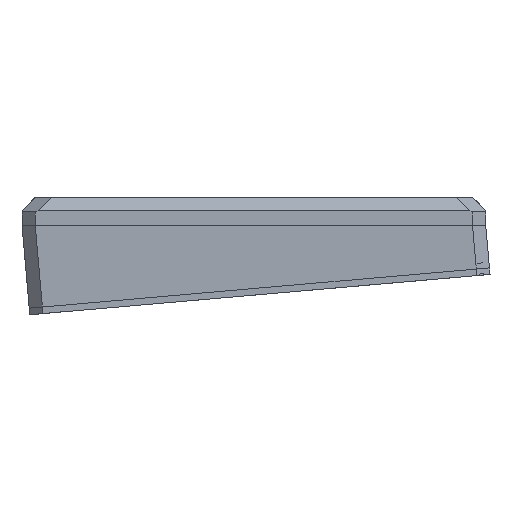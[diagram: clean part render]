
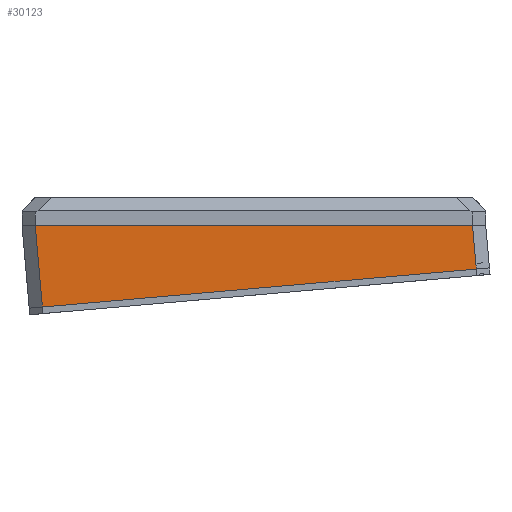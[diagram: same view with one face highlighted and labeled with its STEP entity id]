
A CAD part, left-side view. The second image highlights one B-rep face of the part: STEP entity #30123.
In plain terms, the highlighted planar face has unit normal (-1, 0, 0).
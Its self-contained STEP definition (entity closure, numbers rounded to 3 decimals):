
#2453=FACE_OUTER_BOUND('',#4104,.T.);
#4104=EDGE_LOOP('',(#22835,#22836,#22837,#22838));
#6471=LINE('',#45666,#9880);
#6482=LINE('',#45728,#9891);
#6483=LINE('',#45731,#9892);
#6487=LINE('',#45738,#9896);
#9880=VECTOR('',#36833,10.);
#9891=VECTOR('',#36916,10.);
#9892=VECTOR('',#36919,10.);
#9896=VECTOR('',#36927,10.);
#13140=VERTEX_POINT('',#45663);
#13141=VERTEX_POINT('',#45665);
#13156=VERTEX_POINT('',#45726);
#13157=VERTEX_POINT('',#45730);
#16655=EDGE_CURVE('',#13140,#13141,#6471,.T.);
#16687=EDGE_CURVE('',#13156,#13140,#6482,.T.);
#16688=EDGE_CURVE('',#13141,#13157,#6483,.T.);
#16692=EDGE_CURVE('',#13156,#13157,#6487,.T.);
#22835=ORIENTED_EDGE('',*,*,#16687,.F.);
#22836=ORIENTED_EDGE('',*,*,#16692,.T.);
#22837=ORIENTED_EDGE('',*,*,#16688,.F.);
#22838=ORIENTED_EDGE('',*,*,#16655,.F.);
#28892=PLANE('',#32107);
#30123=ADVANCED_FACE('',(#2453),#28892,.T.);
#32107=AXIS2_PLACEMENT_3D('',#45756,#36951,#36952);
#36833=DIRECTION('',(0.,-1.,0.));
#36916=DIRECTION('',(0.,0.087,0.996));
#36919=DIRECTION('',(0.,-0.087,-0.996));
#36927=DIRECTION('',(0.,-0.996,0.087));
#36951=DIRECTION('center_axis',(-1.,0.,0.));
#36952=DIRECTION('ref_axis',(0.,0.,1.));
#45663=CARTESIAN_POINT('',(-8.5,4.485,0.));
#45665=CARTESIAN_POINT('',(-8.5,-128.31,0.));
#45666=CARTESIAN_POINT('',(-8.5,8.5,0.));
#45726=CARTESIAN_POINT('',(-8.5,2.312,-24.829));
#45728=CARTESIAN_POINT('',(-8.5,2.312,-24.829));
#45730=CARTESIAN_POINT('',(-8.5,-129.473,-13.299));
#45731=CARTESIAN_POINT('',(-8.5,-129.473,-13.299));
#45738=CARTESIAN_POINT('',(-8.5,6.297,-25.178));
#45756=CARTESIAN_POINT('Origin',(-8.5,6.297,-25.178));
